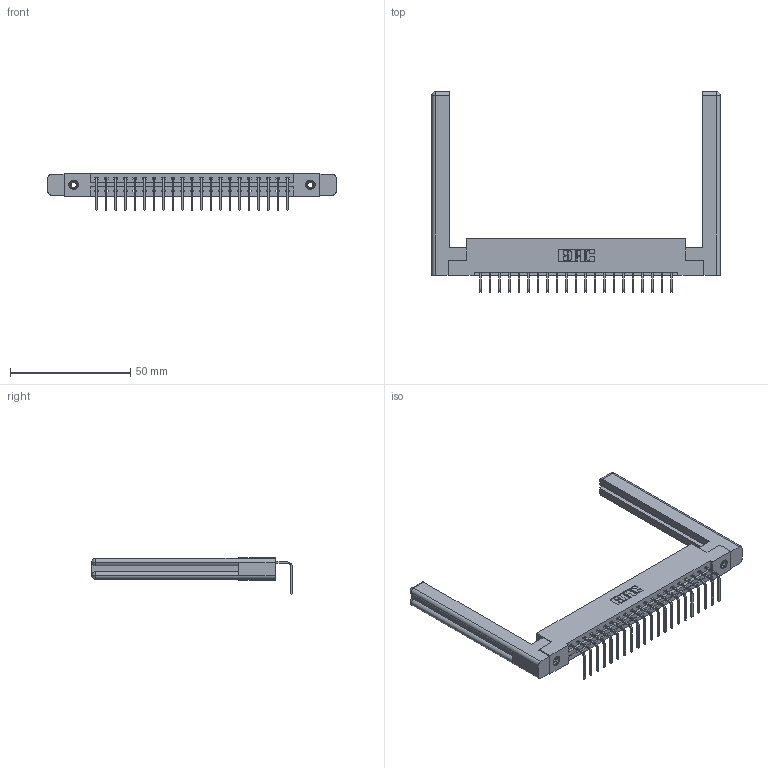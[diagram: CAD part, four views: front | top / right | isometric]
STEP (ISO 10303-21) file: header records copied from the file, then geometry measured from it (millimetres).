
FILE_DESCRIPTION (( 'STEP AP203' ), '1' );
FILE_NAME ('337-021-558-158.STEP', '2019-10-07T12:36:09', ( '' ), ( '' ), 'SwSTEP 2.0', 'SolidWorks 2016', '' );
FILE_SCHEMA (( 'CONFIG_CONTROL_DESIGN' ));
Length unit declared in the file: inch
Products named in the file (5): 337 Part_Flush Mounting Lugs - 0.156 Dia-TI; 307-220-058; 345-250-001_345-250-001-102; 345-292-001_558 Tail - 2; 337-021-558-158
Assembly tree (26 placements, depth 2):
  337-021-558-158
    337 Part_Flush Mounting Lugs - 0.156 Dia-TI
    345-292-001_558 Tail - 2  x21
    345-250-001_345-250-001-102  x2
    307-220-058  x2
Bounding box: 119.84 x 83.25 x 15.37 mm (x, y, z)
Volume: 19424.4 mm3; surface area: 18197.5 mm2
Topology: 26 solids, 26 shells, 1600 faces, 4739 edges, 3118 vertices
Faces by surface type: plane 1162, cylinder 414, cone 12, torus 12
Entity records: 21044 total; most frequent: CARTESIAN_POINT 3664, ORIENTED_EDGE 3560, DIRECTION 3146, EDGE_CURVE 1780, LINE 1604, VECTOR 1604, VERTEX_POINT 1178, AXIS2_PLACEMENT_3D 771
